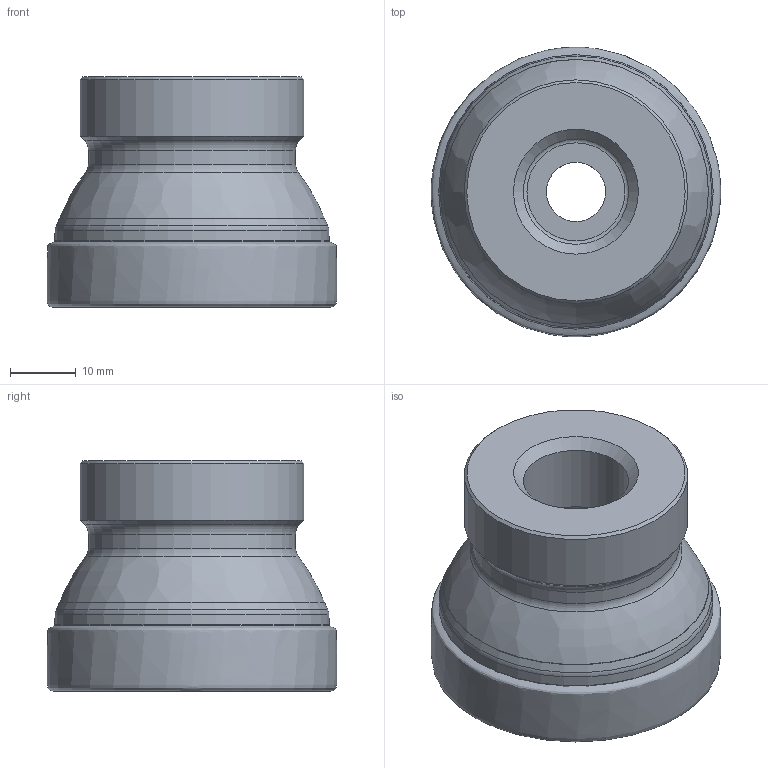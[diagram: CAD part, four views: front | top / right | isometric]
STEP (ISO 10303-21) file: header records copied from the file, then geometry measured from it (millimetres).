
FILE_DESCRIPTION(/* description */ (''),/* implementation_level */ '2;1');
FILE_NAME(/* name */ 'TOOLASSEMBLY_1.STP',/* time_stamp */ '2024-08-27T14:19:45+02:00',/* author */ (''),/* organization */ ('SMS'),/* preprocessor_version */ 'ST-DEVELOPER v16.7',/* originating_system */ 'SIEMENS PLM Software NX 12.0',/* authorisation */ '');
FILE_SCHEMA (('AUTOMOTIVE_DESIGN { 1 0 10303 214 3 1 1 1 }'));
Length unit declared in the file: millimetre
Products named in the file (4): ASSEMBLY_CONSTRUCTION; CUT_20240827141816; NOCUT_20240827141749; TOOLASSEMBLY_1
Assembly tree (3 placements, depth 2):
  TOOLASSEMBLY_1
    NOCUT_20240827141749
    CUT_20240827141816
    ASSEMBLY_CONSTRUCTION
Bounding box: 44.01 x 44.02 x 35 mm (x, y, z)
Volume: 38026.6 mm3; surface area: 11327.2 mm2
Topology: 2 solids, 2 shells, 39 faces, 84 edges, 58 vertices
Faces by surface type: torus 15, cone 11, cylinder 6, plane 5, bspline 2
Full cylindrical faces by diameter (mm): 9 x1, 13.5 x1, 16.009 x1, 16.5 x1, 31.5 x1, 34 x1
Entity records: 5516 total; most frequent: CARTESIAN_POINT 4654, DIRECTION 176, AXIS2_PLACEMENT_3D 88, FACE_BOUND 77, EDGE_LOOP 76, ORIENTED_EDGE 76, ADVANCED_FACE 39, VERTEX_POINT 39
